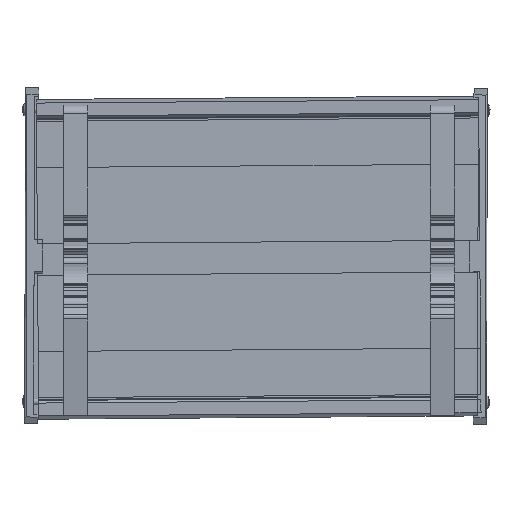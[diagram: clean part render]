
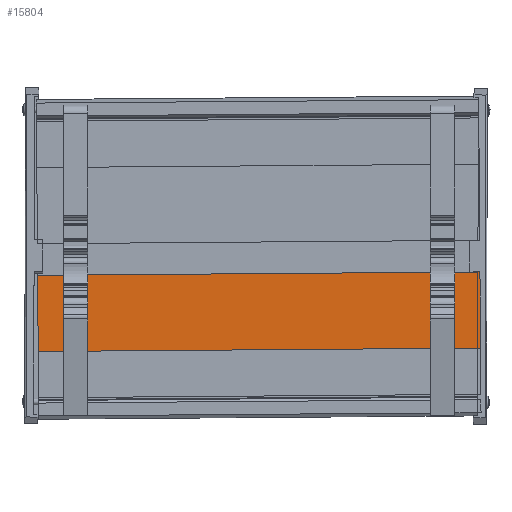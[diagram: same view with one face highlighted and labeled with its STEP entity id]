
A CAD part, front view. The second image highlights one B-rep face of the part: STEP entity #15804.
In plain terms, the highlighted planar face has unit normal (0, -1, 0).
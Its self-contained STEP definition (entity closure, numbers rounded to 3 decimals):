
#15748=CARTESIAN_POINT('',(-570.895,-523.966,167.4));
#15749=VERTEX_POINT('',#15748);
#15756=CARTESIAN_POINT('',(-570.895,-523.966,0.0));
#15757=VERTEX_POINT('',#15756);
#15758=CARTESIAN_POINT('',(-570.895,-523.966,0.0));
#15759=DIRECTION('',(0.0,0.0,1.0));
#15760=VECTOR('',#15759,167.4);
#15761=LINE('',#15758,#15760);
#15762=EDGE_CURVE('',#15757,#15749,#15761,.T.);
#15774=CARTESIAN_POINT('',(-570.895,-523.966,0.0));
#15775=DIRECTION('',(0.0,-1.0,0.0));
#15776=DIRECTION('',(0.0,0.0,-1.0));
#15777=AXIS2_PLACEMENT_3D('',#15774,#15775,#15776);
#15778=PLANE('',#15777);
#15779=CARTESIAN_POINT('',(-599.716,-523.966,167.4));
#15780=VERTEX_POINT('',#15779);
#15781=CARTESIAN_POINT('',(-570.895,-523.966,167.4));
#15782=DIRECTION('',(-1.0,0.0,0.0));
#15783=VECTOR('',#15782,28.821);
#15784=LINE('',#15781,#15783);
#15785=EDGE_CURVE('',#15749,#15780,#15784,.T.);
#15786=ORIENTED_EDGE('',*,*,#15785,.T.);
#15787=CARTESIAN_POINT('',(-599.716,-523.966,0.0));
#15788=VERTEX_POINT('',#15787);
#15789=CARTESIAN_POINT('',(-599.716,-523.966,0.0));
#15790=DIRECTION('',(0.0,0.0,1.0));
#15791=VECTOR('',#15790,167.4);
#15792=LINE('',#15789,#15791);
#15793=EDGE_CURVE('',#15788,#15780,#15792,.T.);
#15794=ORIENTED_EDGE('',*,*,#15793,.F.);
#15795=CARTESIAN_POINT('',(-599.716,-523.966,0.0));
#15796=DIRECTION('',(1.0,0.0,0.0));
#15797=VECTOR('',#15796,28.821);
#15798=LINE('',#15795,#15797);
#15799=EDGE_CURVE('',#15788,#15757,#15798,.T.);
#15800=ORIENTED_EDGE('',*,*,#15799,.T.);
#15801=ORIENTED_EDGE('',*,*,#15762,.T.);
#15802=EDGE_LOOP('',(#15786,#15794,#15800,#15801));
#15803=FACE_OUTER_BOUND('',#15802,.T.);
#15804=ADVANCED_FACE('',(#15803),#15778,.T.);
